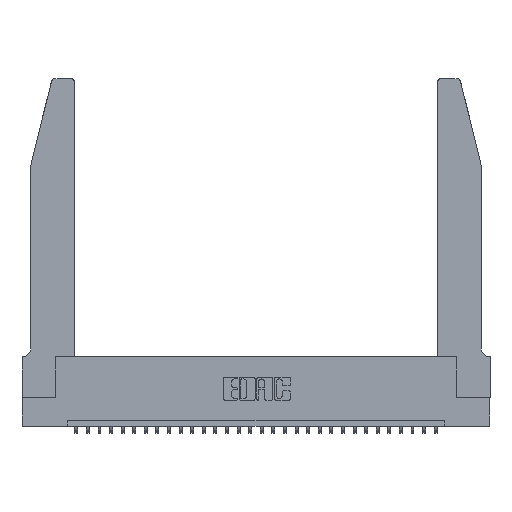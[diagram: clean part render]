
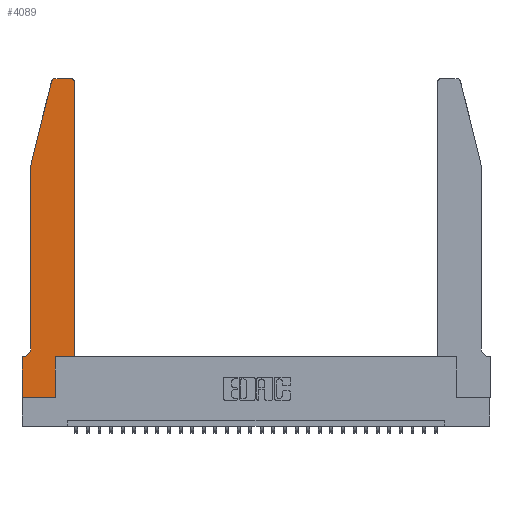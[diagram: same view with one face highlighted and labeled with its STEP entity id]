
A CAD part, top view. The second image highlights one B-rep face of the part: STEP entity #4089.
In plain terms, the highlighted planar face has unit normal (0, 0, 1).
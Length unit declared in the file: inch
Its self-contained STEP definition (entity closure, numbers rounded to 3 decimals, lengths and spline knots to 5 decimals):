
#105 = VERTEX_POINT ( 'NONE', #13338 ) ;
#202 = VERTEX_POINT ( 'NONE', #10408 ) ;
#475 = EDGE_CURVE ( 'NONE', #15394, #12492, #17258, .T. ) ;
#780 = DIRECTION ( 'NONE',  ( 1., 0., 0. ) ) ;
#850 = EDGE_CURVE ( 'NONE', #2685, #19017, #12471, .T. ) ;
#1257 = AXIS2_PLACEMENT_3D ( 'NONE', #23779, #16821, #21493 ) ;
#1352 = LINE ( 'NONE', #1972, #6814 ) ;
#1454 = CARTESIAN_POINT ( 'NONE',  ( 0., 0., 0.37 ) ) ;
#1972 = CARTESIAN_POINT ( 'NONE',  ( 0.4505, 0.35, 0.37 ) ) ;
#2685 = VERTEX_POINT ( 'NONE', #26427 ) ;
#2836 = ORIENTED_EDGE ( 'NONE', *, *, #8617, .T. ) ;
#2858 = ORIENTED_EDGE ( 'NONE', *, *, #5343, .T. ) ;
#3067 = ORIENTED_EDGE ( 'NONE', *, *, #850, .T. ) ;
#3496 = CARTESIAN_POINT ( 'NONE',  ( 0.2605, 2.75, 0.37 ) ) ;
#3622 = DIRECTION ( 'NONE',  ( 0., -1., 0. ) ) ;
#4089 = ADVANCED_FACE ( 'NONE', ( #17409 ), #6527, .T. ) ;
#4096 = EDGE_CURVE ( 'NONE', #24102, #2685, #1352, .T. ) ;
#4731 = DIRECTION ( 'NONE',  ( 1., 0., 0. ) ) ;
#5343 = EDGE_CURVE ( 'NONE', #105, #24957, #21345, .T. ) ;
#5357 = DIRECTION ( 'NONE',  ( -0.239, -0.971, 0. ) ) ;
#5446 = EDGE_CURVE ( 'NONE', #6689, #105, #29812, .T. ) ;
#5526 = DIRECTION ( 'NONE',  ( 0., 1., 0. ) ) ;
#5741 = CARTESIAN_POINT ( 'NONE',  ( 0.0755, 0.42, 0.37 ) ) ;
#6117 = VECTOR ( 'NONE', #21797, 39.37008 ) ;
#6340 = CARTESIAN_POINT ( 'NONE',  ( 0.25487, 2.72718, 0.37 ) ) ;
#6527 = PLANE ( 'NONE',  #28228 ) ;
#6629 = DIRECTION ( 'NONE',  ( 0., 1., 0. ) ) ;
#6689 = VERTEX_POINT ( 'NONE', #5741 ) ;
#6814 = VECTOR ( 'NONE', #6629, 39.37008 ) ;
#6837 = CARTESIAN_POINT ( 'NONE',  ( 0.2865, 0., 0.37 ) ) ;
#7270 = LINE ( 'NONE', #23585, #18178 ) ;
#8456 = ORIENTED_EDGE ( 'NONE', *, *, #24789, .T. ) ;
#8617 = EDGE_CURVE ( 'NONE', #19017, #15394, #11545, .T. ) ;
#8868 = CARTESIAN_POINT ( 'NONE',  ( 0.2865, 0.35, 0.37 ) ) ;
#9165 = DIRECTION ( 'NONE',  ( 1., 0., 0. ) ) ;
#9222 = VECTOR ( 'NONE', #5357, 39.37008 ) ;
#9672 = EDGE_CURVE ( 'NONE', #21134, #20413, #30178, .T. ) ;
#10408 = CARTESIAN_POINT ( 'NONE',  ( 0., 0., 0.37 ) ) ;
#11107 = DIRECTION ( 'NONE',  ( 0., 0., 1. ) ) ;
#11545 = LINE ( 'NONE', #3496, #6117 ) ;
#11578 = ORIENTED_EDGE ( 'NONE', *, *, #9672, .T. ) ;
#11921 = DIRECTION ( 'NONE',  ( -1., 0., 0. ) ) ;
#12056 = EDGE_CURVE ( 'NONE', #12492, #28528, #27176, .T. ) ;
#12471 = CIRCLE ( 'NONE', #17197, 0.03 ) ;
#12492 = VERTEX_POINT ( 'NONE', #6340 ) ;
#12725 = CARTESIAN_POINT ( 'NONE',  ( 0.4505, 0.35, 0.37 ) ) ;
#13029 = ORIENTED_EDGE ( 'NONE', *, *, #5446, .T. ) ;
#13178 = ORIENTED_EDGE ( 'NONE', *, *, #12056, .T. ) ;
#13338 = CARTESIAN_POINT ( 'NONE',  ( 0.0055, 0.35, 0.37 ) ) ;
#13678 = VECTOR ( 'NONE', #11921, 39.37008 ) ;
#13962 = VECTOR ( 'NONE', #28880, 39.37008 ) ;
#14252 = LINE ( 'NONE', #15058, #21184 ) ;
#14777 = CARTESIAN_POINT ( 'NONE',  ( 0.2865, 0.35, 0.37 ) ) ;
#15058 = CARTESIAN_POINT ( 'NONE',  ( 0.0755, 2., 0.37 ) ) ;
#15394 = VERTEX_POINT ( 'NONE', #27629 ) ;
#16821 = DIRECTION ( 'NONE',  ( 0., 0., -1. ) ) ;
#17197 = AXIS2_PLACEMENT_3D ( 'NONE', #20561, #11107, #9165 ) ;
#17258 = CIRCLE ( 'NONE', #21053, 0.03 ) ;
#17409 = FACE_OUTER_BOUND ( 'NONE', #23435, .T. ) ;
#17717 = VECTOR ( 'NONE', #5526, 39.37008 ) ;
#18178 = VECTOR ( 'NONE', #4731, 39.37008 ) ;
#18842 = ORIENTED_EDGE ( 'NONE', *, *, #20871, .T. ) ;
#18964 = LINE ( 'NONE', #1454, #25564 ) ;
#19017 = VERTEX_POINT ( 'NONE', #22548 ) ;
#19483 = EDGE_CURVE ( 'NONE', #28528, #6689, #14252, .T. ) ;
#19760 = ORIENTED_EDGE ( 'NONE', *, *, #475, .T. ) ;
#19797 = ORIENTED_EDGE ( 'NONE', *, *, #4096, .T. ) ;
#20167 = DIRECTION ( 'NONE',  ( 0., 0., 1. ) ) ;
#20413 = VERTEX_POINT ( 'NONE', #8868 ) ;
#20552 = CARTESIAN_POINT ( 'NONE',  ( 0., 0.35, 0.37 ) ) ;
#20561 = CARTESIAN_POINT ( 'NONE',  ( 0.4205, 2.72, 0.37 ) ) ;
#20871 = EDGE_CURVE ( 'NONE', #24957, #202, #18964, .T. ) ;
#21053 = AXIS2_PLACEMENT_3D ( 'NONE', #26398, #28745, #780 ) ;
#21134 = VERTEX_POINT ( 'NONE', #6837 ) ;
#21184 = VECTOR ( 'NONE', #24582, 39.37008 ) ;
#21196 = CARTESIAN_POINT ( 'NONE',  ( 0.0755, 2., 0.37 ) ) ;
#21345 = LINE ( 'NONE', #23374, #13678 ) ;
#21493 = DIRECTION ( 'NONE',  ( -1., 0., 0. ) ) ;
#21797 = DIRECTION ( 'NONE',  ( -1., 0., 0. ) ) ;
#22387 = ORIENTED_EDGE ( 'NONE', *, *, #19483, .T. ) ;
#22548 = CARTESIAN_POINT ( 'NONE',  ( 0.4205, 2.75, 0.37 ) ) ;
#23374 = CARTESIAN_POINT ( 'NONE',  ( 0.0755, 0.35, 0.37 ) ) ;
#23435 = EDGE_LOOP ( 'NONE', ( #2836, #19760, #13178, #22387, #13029, #2858, #18842, #24046, #11578, #8456, #19797, #3067 ) ) ;
#23585 = CARTESIAN_POINT ( 'NONE',  ( 0., 0., 0.37 ) ) ;
#23716 = CARTESIAN_POINT ( 'NONE',  ( 0.0755, 2., 0.37 ) ) ;
#23779 = CARTESIAN_POINT ( 'NONE',  ( 0.0055, 0.42, 0.37 ) ) ;
#24046 = ORIENTED_EDGE ( 'NONE', *, *, #28477, .T. ) ;
#24102 = VERTEX_POINT ( 'NONE', #26246 ) ;
#24257 = LINE ( 'NONE', #12725, #13962 ) ;
#24582 = DIRECTION ( 'NONE',  ( 0., -1., 0. ) ) ;
#24789 = EDGE_CURVE ( 'NONE', #20413, #24102, #24257, .T. ) ;
#24957 = VERTEX_POINT ( 'NONE', #29490 ) ;
#25564 = VECTOR ( 'NONE', #3622, 39.37008 ) ;
#26246 = CARTESIAN_POINT ( 'NONE',  ( 0.4505, 0.35, 0.37 ) ) ;
#26398 = CARTESIAN_POINT ( 'NONE',  ( 0.284, 2.72, 0.37 ) ) ;
#26427 = CARTESIAN_POINT ( 'NONE',  ( 0.4505, 2.72, 0.37 ) ) ;
#27176 = LINE ( 'NONE', #23716, #9222 ) ;
#27294 = DIRECTION ( 'NONE',  ( 1., 0., 0. ) ) ;
#27629 = CARTESIAN_POINT ( 'NONE',  ( 0.284, 2.75, 0.37 ) ) ;
#28228 = AXIS2_PLACEMENT_3D ( 'NONE', #20552, #20167, #27294 ) ;
#28477 = EDGE_CURVE ( 'NONE', #202, #21134, #7270, .T. ) ;
#28528 = VERTEX_POINT ( 'NONE', #21196 ) ;
#28745 = DIRECTION ( 'NONE',  ( 0., 0., 1. ) ) ;
#28880 = DIRECTION ( 'NONE',  ( 1., 0., 0. ) ) ;
#29490 = CARTESIAN_POINT ( 'NONE',  ( 0., 0.35, 0.37 ) ) ;
#29812 = CIRCLE ( 'NONE', #1257, 0.07 ) ;
#30178 = LINE ( 'NONE', #14777, #17717 ) ;
